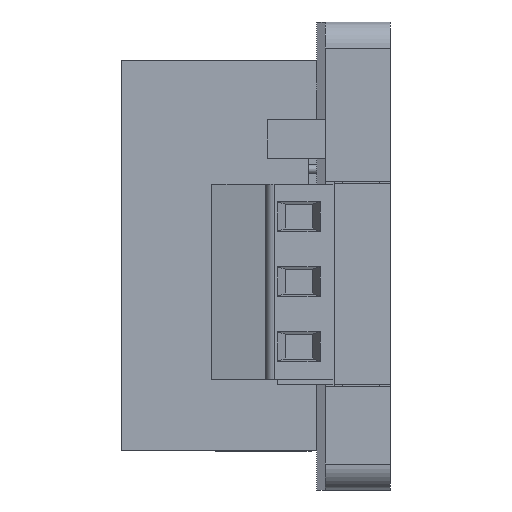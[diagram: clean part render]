
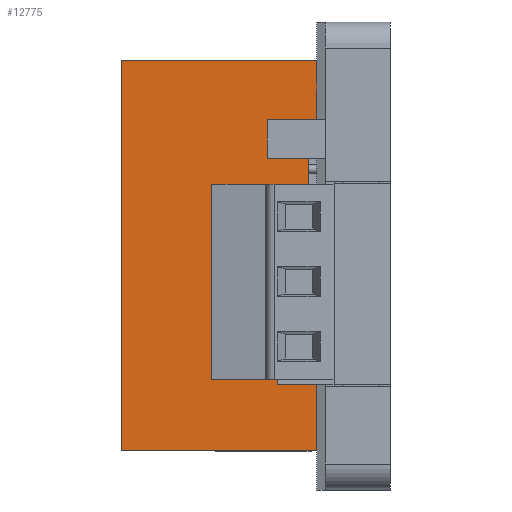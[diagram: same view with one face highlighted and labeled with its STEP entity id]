
A CAD part, left-side view. The second image highlights one B-rep face of the part: STEP entity #12775.
In plain terms, the highlighted planar face has unit normal (-1, 0, 0).
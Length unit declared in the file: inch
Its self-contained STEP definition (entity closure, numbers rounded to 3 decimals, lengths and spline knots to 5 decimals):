
#597 = ORIENTED_EDGE ( 'NONE', *, *, #12441, .F. ) ;
#1008 = DIRECTION ( 'NONE',  ( 0., -1., 0. ) ) ;
#1611 = VECTOR ( 'NONE', #11461, 39.37008 ) ;
#1950 = DIRECTION ( 'NONE',  ( 0., -0.707, 0.707 ) ) ;
#2310 = CARTESIAN_POINT ( 'NONE',  ( -1.22047, 0.03937, 0.49213 ) ) ;
#2358 = DIRECTION ( 'NONE',  ( 0., -1., 0. ) ) ;
#2797 = EDGE_CURVE ( 'NONE', #9700, #5352, #15824, .T. ) ;
#3244 = CARTESIAN_POINT ( 'NONE',  ( -1.22047, 0.03937, -0.49213 ) ) ;
#3318 = CARTESIAN_POINT ( 'NONE',  ( -1.22047, 0., -0.88583 ) ) ;
#3339 = CARTESIAN_POINT ( 'NONE',  ( -1.22047, 0.88583, -0.88583 ) ) ;
#3611 = ORIENTED_EDGE ( 'NONE', *, *, #9728, .T. ) ;
#3709 = LINE ( 'NONE', #9048, #8225 ) ;
#4145 = CARTESIAN_POINT ( 'NONE',  ( -1.22047, 0.03937, -0.49213 ) ) ;
#4221 = VERTEX_POINT ( 'NONE', #6703 ) ;
#4253 = VECTOR ( 'NONE', #1950, 39.37008 ) ;
#4802 = VECTOR ( 'NONE', #17224, 39.37008 ) ;
#4855 = EDGE_CURVE ( 'NONE', #9975, #11529, #7415, .T. ) ;
#5195 = DIRECTION ( 'NONE',  ( 0., 0., 1. ) ) ;
#5352 = VERTEX_POINT ( 'NONE', #4145 ) ;
#6295 = DIRECTION ( 'NONE',  ( 0., 0., 1. ) ) ;
#6410 = CARTESIAN_POINT ( 'NONE',  ( -1.22047, 0., -0.5315 ) ) ;
#6703 = CARTESIAN_POINT ( 'NONE',  ( -1.22047, 0., 0.5315 ) ) ;
#7219 = VECTOR ( 'NONE', #1008, 39.37008 ) ;
#7316 = ORIENTED_EDGE ( 'NONE', *, *, #8632, .T. ) ;
#7415 = LINE ( 'NONE', #13968, #1611 ) ;
#7655 = LINE ( 'NONE', #12898, #7219 ) ;
#8225 = VECTOR ( 'NONE', #5195, 39.37008 ) ;
#8325 = DIRECTION ( 'NONE',  ( 0., 0.707, 0.707 ) ) ;
#8632 = EDGE_CURVE ( 'NONE', #4221, #14284, #3709, .T. ) ;
#8910 = CARTESIAN_POINT ( 'NONE',  ( -1.22047, 0., 0.88583 ) ) ;
#8988 = CARTESIAN_POINT ( 'NONE',  ( -1.22047, 0.88583, -0.88583 ) ) ;
#9048 = CARTESIAN_POINT ( 'NONE',  ( -1.22047, 0., -0.88583 ) ) ;
#9283 = VECTOR ( 'NONE', #8325, 39.37008 ) ;
#9421 = ORIENTED_EDGE ( 'NONE', *, *, #13273, .T. ) ;
#9448 = EDGE_CURVE ( 'NONE', #10981, #10404, #13028, .T. ) ;
#9700 = VERTEX_POINT ( 'NONE', #2310 ) ;
#9728 = EDGE_CURVE ( 'NONE', #10981, #9975, #7655, .T. ) ;
#9975 = VERTEX_POINT ( 'NONE', #3318 ) ;
#10254 = ORIENTED_EDGE ( 'NONE', *, *, #2797, .F. ) ;
#10404 = VERTEX_POINT ( 'NONE', #14380 ) ;
#10842 = PLANE ( 'NONE',  #11470 ) ;
#10981 = VERTEX_POINT ( 'NONE', #15645 ) ;
#11096 = CARTESIAN_POINT ( 'NONE',  ( -1.22047, 0.03937, 0.49213 ) ) ;
#11219 = VECTOR ( 'NONE', #2358, 39.37008 ) ;
#11264 = LINE ( 'NONE', #11096, #4253 ) ;
#11461 = DIRECTION ( 'NONE',  ( 0., 0., 1. ) ) ;
#11470 = AXIS2_PLACEMENT_3D ( 'NONE', #3339, #12547, #13858 ) ;
#11529 = VERTEX_POINT ( 'NONE', #6410 ) ;
#11666 = CARTESIAN_POINT ( 'NONE',  ( -1.22047, 0.88583, 0.88583 ) ) ;
#11828 = ORIENTED_EDGE ( 'NONE', *, *, #12861, .T. ) ;
#11876 = FACE_OUTER_BOUND ( 'NONE', #14618, .T. ) ;
#12441 = EDGE_CURVE ( 'NONE', #10404, #14284, #14254, .T. ) ;
#12547 = DIRECTION ( 'NONE',  ( 1., 0., 0. ) ) ;
#12775 = ADVANCED_FACE ( 'NONE', ( #11876 ), #10842, .F. ) ;
#12861 = EDGE_CURVE ( 'NONE', #9700, #4221, #11264, .T. ) ;
#12898 = CARTESIAN_POINT ( 'NONE',  ( -1.22047, 0.88583, -0.88583 ) ) ;
#13028 = LINE ( 'NONE', #8988, #15183 ) ;
#13273 = EDGE_CURVE ( 'NONE', #11529, #5352, #14887, .T. ) ;
#13858 = DIRECTION ( 'NONE',  ( 0., 0., -1. ) ) ;
#13968 = CARTESIAN_POINT ( 'NONE',  ( -1.22047, 0., -0.88583 ) ) ;
#14254 = LINE ( 'NONE', #11666, #11219 ) ;
#14284 = VERTEX_POINT ( 'NONE', #8910 ) ;
#14380 = CARTESIAN_POINT ( 'NONE',  ( -1.22047, 0.88583, 0.88583 ) ) ;
#14513 = CARTESIAN_POINT ( 'NONE',  ( -1.22047, 0.03937, 0.49213 ) ) ;
#14618 = EDGE_LOOP ( 'NONE', ( #10254, #11828, #7316, #597, #15918, #3611, #16977, #9421 ) ) ;
#14887 = LINE ( 'NONE', #3244, #9283 ) ;
#15183 = VECTOR ( 'NONE', #6295, 39.37008 ) ;
#15645 = CARTESIAN_POINT ( 'NONE',  ( -1.22047, 0.88583, -0.88583 ) ) ;
#15824 = LINE ( 'NONE', #14513, #4802 ) ;
#15918 = ORIENTED_EDGE ( 'NONE', *, *, #9448, .F. ) ;
#16977 = ORIENTED_EDGE ( 'NONE', *, *, #4855, .T. ) ;
#17224 = DIRECTION ( 'NONE',  ( 0., 0., -1. ) ) ;
